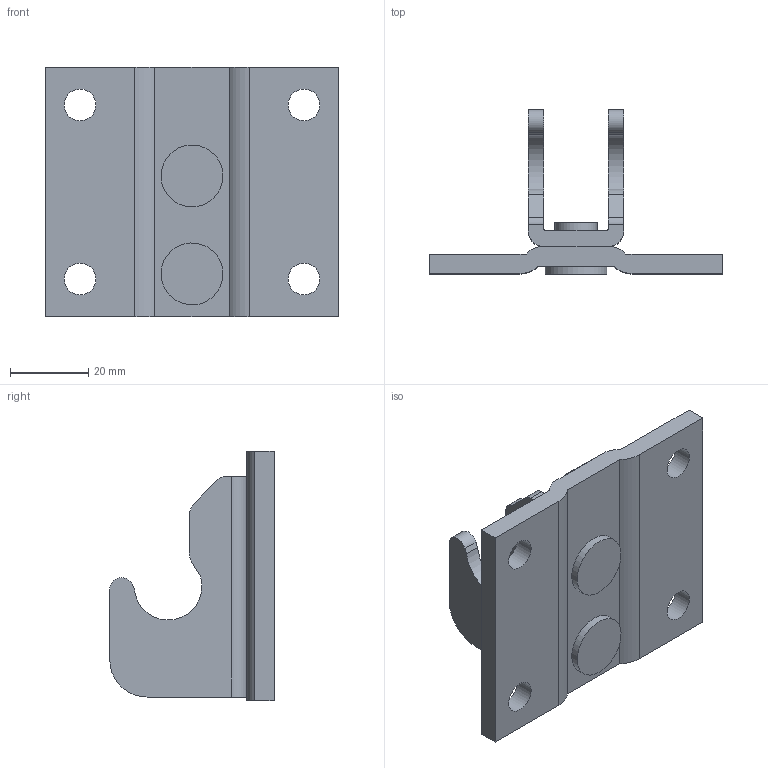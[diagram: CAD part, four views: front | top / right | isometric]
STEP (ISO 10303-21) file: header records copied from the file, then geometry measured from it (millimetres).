
FILE_DESCRIPTION(/* description */ (''),/* implementation_level */ '2;1');
FILE_NAME(/* name */ 'HLD233-CP.stp',/* time_stamp */ '2019-10-08T14:09:27+01:00',/* author */ ('RWilson'),/* organization */ (''),/* preprocessor_version */ 'ST-DEVELOPER v16.13',/* originating_system */ 'Autodesk Inventor 2018',/* authorisation */ '');
FILE_SCHEMA (('AUTOMOTIVE_DESIGN { 1 0 10303 214 3 1 1 }'));
Length unit declared in the file: millimetre
Products named in the file (4): 04-4292_STEP; 4292C-RIBMSZN; 04-4000; R-FLA-16.5.7.9-SS in assembly
Assembly tree (4 placements, depth 2):
  04-4292_STEP
    4292C-RIBMSZN
    04-4000
    R-FLA-16.5.7.9-SS in assembly  x2
Bounding box: 75 x 42 x 63.8 mm (x, y, z)
Volume: 38008.3 mm3; surface area: 20690.1 mm2
Topology: 4 solids, 4 shells, 66 faces, 176 edges, 120 vertices
Faces by surface type: plane 34, cylinder 32
Full cylindrical faces by diameter (mm): 8 x2, 8.1 x4, 8.3 x2, 10.8 x2, 15.8 x2
Entity records: 2068 total; most frequent: DIRECTION 350, CARTESIAN_POINT 329, ORIENTED_EDGE 304, EDGE_CURVE 152, AXIS2_PLACEMENT_3D 129, VERTEX_POINT 108, LINE 92, VECTOR 92
